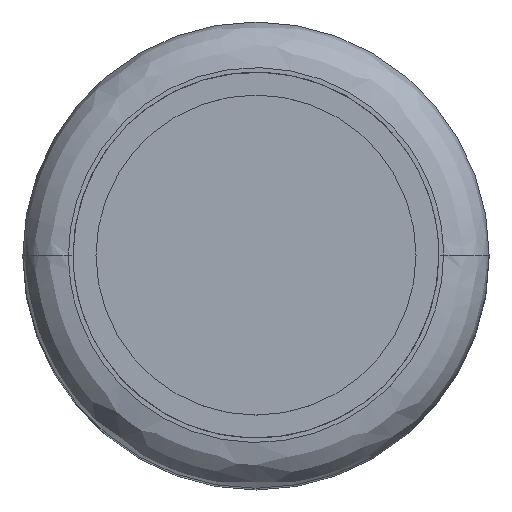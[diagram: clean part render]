
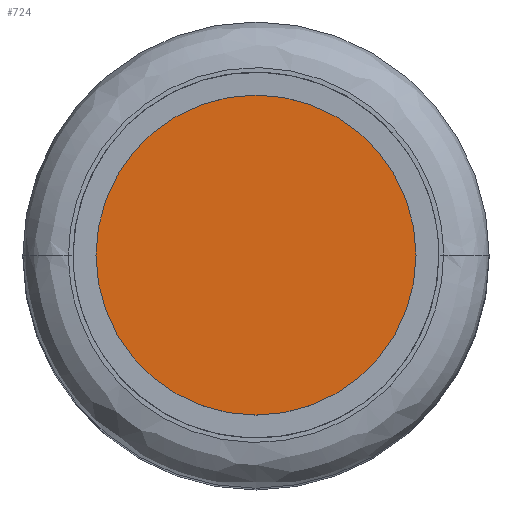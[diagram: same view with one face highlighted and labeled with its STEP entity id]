
A CAD part, top view. The second image highlights one B-rep face of the part: STEP entity #724.
In plain terms, the highlighted planar face has unit normal (0, 0, 1).
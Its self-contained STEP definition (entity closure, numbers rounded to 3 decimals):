
#256 = PLANE ( 'NONE',  #958 ) ;
#440 = CARTESIAN_POINT ( 'NONE',  ( 45.106, -52.687, 11.5 ) ) ;
#724 = ADVANCED_FACE ( 'NONE', ( #2564 ), #256, .F. ) ;
#958 = AXIS2_PLACEMENT_3D ( 'NONE', #3488, #2529, #2894 ) ;
#1144 = CARTESIAN_POINT ( 'NONE',  ( 45.106, -56.687, 11.5 ) ) ;
#1452 = CARTESIAN_POINT ( 'NONE',  ( 49.106, -52.687, 11.5 ) ) ;
#1678 = CARTESIAN_POINT ( 'NONE',  ( 45.106, -52.687, 11.5 ) ) ;
#1679 = CARTESIAN_POINT ( 'NONE',  ( 45.106, -52.687, 11.5 ) ) ;
#1796 = EDGE_LOOP ( 'NONE', ( #3183, #3840 ) ) ;
#2013 = CARTESIAN_POINT ( 'NONE',  ( 49.106, -52.687, 11.5 ) ) ;
#2102 = CARTESIAN_POINT ( 'NONE',  ( 49.106, -56.687, 11.5 ) ) ;
#2529 = DIRECTION ( 'NONE',  ( 0., 0., -1. ) ) ;
#2564 = FACE_OUTER_BOUND ( 'NONE', #1796, .T. ) ;
#2894 = DIRECTION ( 'NONE',  ( 0., 1., 0. ) ) ;
#2959 = CARTESIAN_POINT ( 'NONE',  ( 45.106, -48.687, 11.5 ) ) ;
#3084 = EDGE_CURVE ( 'NONE', #3842, #3247, #3602, .T. ) ;
#3138 =( BOUNDED_CURVE ( )  B_SPLINE_CURVE ( 3, ( #1679, #2959, #3604, #3656 ),
 .UNSPECIFIED., .F., .T. ) 
 B_SPLINE_CURVE_WITH_KNOTS ( ( 4, 4 ),
 ( 0., 1. ),
 .UNSPECIFIED. ) 
 CURVE ( )  GEOMETRIC_REPRESENTATION_ITEM ( )  RATIONAL_B_SPLINE_CURVE ( ( 1., 0.333, 0.333, 1. ) ) 
 REPRESENTATION_ITEM ( '' )  );
#3183 = ORIENTED_EDGE ( 'NONE', *, *, #4093, .F. ) ;
#3247 = VERTEX_POINT ( 'NONE', #1678 ) ;
#3488 = CARTESIAN_POINT ( 'NONE',  ( 47.106, -52.687, 11.5 ) ) ;
#3602 =( BOUNDED_CURVE ( )  B_SPLINE_CURVE ( 3, ( #1452, #2102, #1144, #440 ),
 .UNSPECIFIED., .F., .T. ) 
 B_SPLINE_CURVE_WITH_KNOTS ( ( 4, 4 ),
 ( 0., 1. ),
 .UNSPECIFIED. ) 
 CURVE ( )  GEOMETRIC_REPRESENTATION_ITEM ( )  RATIONAL_B_SPLINE_CURVE ( ( 1., 0.333, 0.333, 1. ) ) 
 REPRESENTATION_ITEM ( '' )  );
#3604 = CARTESIAN_POINT ( 'NONE',  ( 49.106, -48.687, 11.5 ) ) ;
#3656 = CARTESIAN_POINT ( 'NONE',  ( 49.106, -52.687, 11.5 ) ) ;
#3840 = ORIENTED_EDGE ( 'NONE', *, *, #3084, .F. ) ;
#3842 = VERTEX_POINT ( 'NONE', #2013 ) ;
#4093 = EDGE_CURVE ( 'NONE', #3247, #3842, #3138, .T. ) ;
